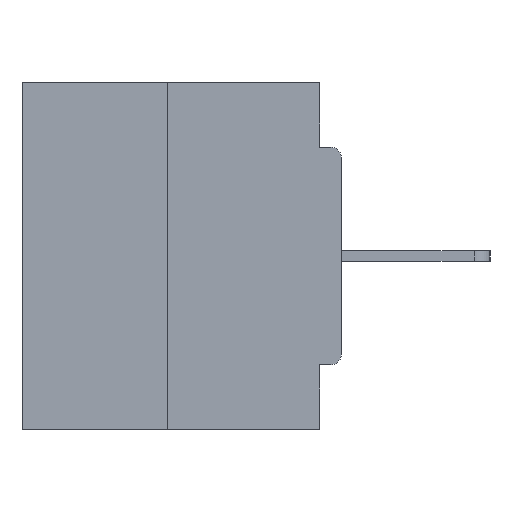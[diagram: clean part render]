
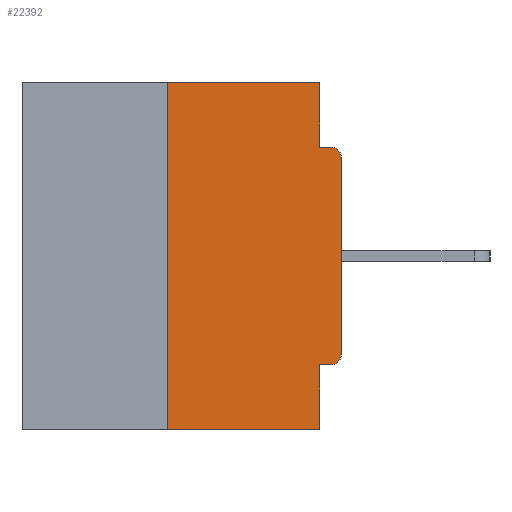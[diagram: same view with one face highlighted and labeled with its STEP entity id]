
A CAD part, left-side view. The second image highlights one B-rep face of the part: STEP entity #22392.
In plain terms, the highlighted planar face has unit normal (-1, 0, 0).
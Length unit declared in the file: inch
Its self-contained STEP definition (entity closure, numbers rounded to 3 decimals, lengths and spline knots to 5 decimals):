
#507 = EDGE_CURVE ( 'NONE', #5799, #1519, #14198, .T. ) ;
#761 = CARTESIAN_POINT ( 'NONE',  ( 0., 0.031, -0.0935 ) ) ;
#877 = DIRECTION ( 'NONE',  ( 0., -1., 0. ) ) ;
#1371 = CARTESIAN_POINT ( 'NONE',  ( 0., 0., -0.3915 ) ) ;
#1519 = VERTEX_POINT ( 'NONE', #38194 ) ;
#2499 = VECTOR ( 'NONE', #10118, 39.37008 ) ;
#3094 = EDGE_CURVE ( 'NONE', #22820, #20329, #12315, .T. ) ;
#3627 = ORIENTED_EDGE ( 'NONE', *, *, #507, .T. ) ;
#4349 = VERTEX_POINT ( 'NONE', #30866 ) ;
#4618 = EDGE_CURVE ( 'NONE', #1519, #4349, #36286, .T. ) ;
#5007 = VERTEX_POINT ( 'NONE', #37383 ) ;
#5070 = VECTOR ( 'NONE', #34839, 39.37008 ) ;
#5113 = DIRECTION ( 'NONE',  ( 0., -1., 0. ) ) ;
#5366 = LINE ( 'NONE', #29054, #28318 ) ;
#5538 = ORIENTED_EDGE ( 'NONE', *, *, #32644, .F. ) ;
#5565 = EDGE_CURVE ( 'NONE', #20329, #5869, #35289, .T. ) ;
#5799 = VERTEX_POINT ( 'NONE', #1371 ) ;
#5869 = VERTEX_POINT ( 'NONE', #761 ) ;
#6269 = VERTEX_POINT ( 'NONE', #21311 ) ;
#6305 = CARTESIAN_POINT ( 'NONE',  ( 0., 0.031, 0. ) ) ;
#6342 = DIRECTION ( 'NONE',  ( 0., 0., -1. ) ) ;
#6435 = EDGE_CURVE ( 'NONE', #5007, #22820, #19459, .T. ) ;
#7036 = CARTESIAN_POINT ( 'NONE',  ( 0., 0.25, 0. ) ) ;
#7406 = DIRECTION ( 'NONE',  ( 0., 0., -1. ) ) ;
#7487 = DIRECTION ( 'NONE',  ( -1., 0., 0. ) ) ;
#8291 = CARTESIAN_POINT ( 'NONE',  ( 0., 0.015, -0.3915 ) ) ;
#9145 = AXIS2_PLACEMENT_3D ( 'NONE', #26865, #15070, #35749 ) ;
#10118 = DIRECTION ( 'NONE',  ( 0., 0., 1. ) ) ;
#10184 = DIRECTION ( 'NONE',  ( 0., 1., 0. ) ) ;
#10469 = ORIENTED_EDGE ( 'NONE', *, *, #3094, .F. ) ;
#10828 = ORIENTED_EDGE ( 'NONE', *, *, #16229, .F. ) ;
#11325 = DIRECTION ( 'NONE',  ( 0., 0., -1. ) ) ;
#12315 = LINE ( 'NONE', #15601, #27167 ) ;
#14198 = LINE ( 'NONE', #20515, #36861 ) ;
#14274 = FACE_OUTER_BOUND ( 'NONE', #36089, .T. ) ;
#15029 = LINE ( 'NONE', #27912, #37700 ) ;
#15070 = DIRECTION ( 'NONE',  ( 1., 0., 0. ) ) ;
#15417 = VERTEX_POINT ( 'NONE', #17941 ) ;
#15566 = DIRECTION ( 'NONE',  ( 0., -1., 0. ) ) ;
#15601 = CARTESIAN_POINT ( 'NONE',  ( 0., 0.46, 0. ) ) ;
#15729 = CARTESIAN_POINT ( 'NONE',  ( 0., 0.015, -0.1085 ) ) ;
#16229 = EDGE_CURVE ( 'NONE', #15417, #6269, #25689, .T. ) ;
#16869 = VECTOR ( 'NONE', #10184, 39.37008 ) ;
#17570 = AXIS2_PLACEMENT_3D ( 'NONE', #8291, #29109, #11325 ) ;
#17941 = CARTESIAN_POINT ( 'NONE',  ( 0., 0.015, -0.4065 ) ) ;
#18598 = VECTOR ( 'NONE', #6342, 39.37008 ) ;
#19459 = LINE ( 'NONE', #7036, #2499 ) ;
#20329 = VERTEX_POINT ( 'NONE', #26929 ) ;
#20515 = CARTESIAN_POINT ( 'NONE',  ( 0., 0., 0. ) ) ;
#21169 = ORIENTED_EDGE ( 'NONE', *, *, #38009, .F. ) ;
#21311 = CARTESIAN_POINT ( 'NONE',  ( 0., 0.031, -0.4065 ) ) ;
#22392 = ADVANCED_FACE ( 'NONE', ( #14274 ), #32796, .F. ) ;
#22820 = VERTEX_POINT ( 'NONE', #37805 ) ;
#22847 = CARTESIAN_POINT ( 'NONE',  ( 0., 0.031, -0.5 ) ) ;
#24064 = VERTEX_POINT ( 'NONE', #22847 ) ;
#25018 = CARTESIAN_POINT ( 'NONE',  ( 0., 0., -0.4065 ) ) ;
#25689 = LINE ( 'NONE', #25018, #16869 ) ;
#25805 = CIRCLE ( 'NONE', #17570, 0.015 ) ;
#26628 = ORIENTED_EDGE ( 'NONE', *, *, #28600, .T. ) ;
#26865 = CARTESIAN_POINT ( 'NONE',  ( 0., 0.46, 0. ) ) ;
#26929 = CARTESIAN_POINT ( 'NONE',  ( 0., 0.031, 0. ) ) ;
#27167 = VECTOR ( 'NONE', #15566, 39.37008 ) ;
#27810 = AXIS2_PLACEMENT_3D ( 'NONE', #15729, #7487, #7406 ) ;
#27912 = CARTESIAN_POINT ( 'NONE',  ( 0., 0.46, -0.5 ) ) ;
#28318 = VECTOR ( 'NONE', #5113, 39.37008 ) ;
#28600 = EDGE_CURVE ( 'NONE', #15417, #5799, #25805, .T. ) ;
#28958 = LINE ( 'NONE', #31857, #5070 ) ;
#29054 = CARTESIAN_POINT ( 'NONE',  ( 0., 0., -0.0935 ) ) ;
#29109 = DIRECTION ( 'NONE',  ( -1., 0., 0. ) ) ;
#29985 = EDGE_CURVE ( 'NONE', #5007, #24064, #15029, .T. ) ;
#30316 = ORIENTED_EDGE ( 'NONE', *, *, #5565, .F. ) ;
#30866 = CARTESIAN_POINT ( 'NONE',  ( 0., 0.015, -0.0935 ) ) ;
#31857 = CARTESIAN_POINT ( 'NONE',  ( 0., 0.031, -0.5 ) ) ;
#32384 = DIRECTION ( 'NONE',  ( 0., 0., 1. ) ) ;
#32644 = EDGE_CURVE ( 'NONE', #5869, #4349, #5366, .T. ) ;
#32796 = PLANE ( 'NONE',  #9145 ) ;
#34131 = ORIENTED_EDGE ( 'NONE', *, *, #6435, .F. ) ;
#34839 = DIRECTION ( 'NONE',  ( 0., 0., -1. ) ) ;
#35289 = LINE ( 'NONE', #6305, #18598 ) ;
#35749 = DIRECTION ( 'NONE',  ( 0., 0., -1. ) ) ;
#35984 = ORIENTED_EDGE ( 'NONE', *, *, #29985, .T. ) ;
#36089 = EDGE_LOOP ( 'NONE', ( #10469, #34131, #35984, #21169, #10828, #26628, #3627, #36327, #5538, #30316 ) ) ;
#36286 = CIRCLE ( 'NONE', #27810, 0.015 ) ;
#36327 = ORIENTED_EDGE ( 'NONE', *, *, #4618, .T. ) ;
#36861 = VECTOR ( 'NONE', #32384, 39.37008 ) ;
#37383 = CARTESIAN_POINT ( 'NONE',  ( 0., 0.25, -0.5 ) ) ;
#37700 = VECTOR ( 'NONE', #877, 39.37008 ) ;
#37805 = CARTESIAN_POINT ( 'NONE',  ( 0., 0.25, 0. ) ) ;
#38009 = EDGE_CURVE ( 'NONE', #6269, #24064, #28958, .T. ) ;
#38194 = CARTESIAN_POINT ( 'NONE',  ( 0., 0., -0.1085 ) ) ;
